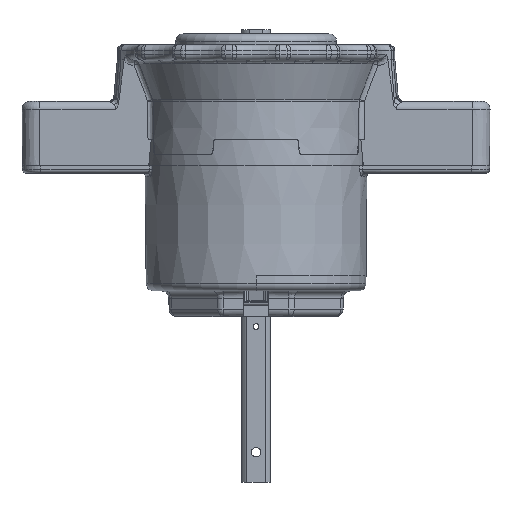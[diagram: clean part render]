
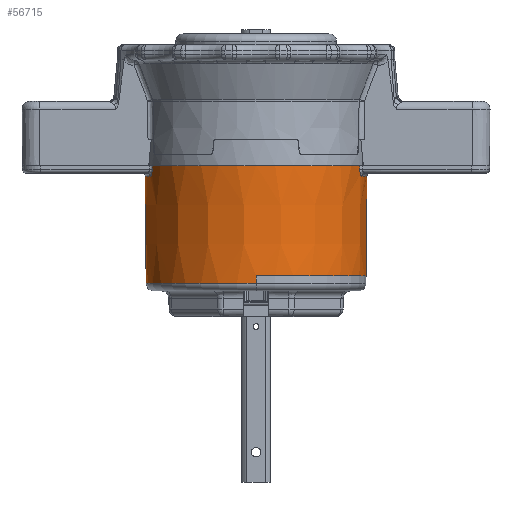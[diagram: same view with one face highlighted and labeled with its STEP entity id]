
A CAD part, left-side view. The second image highlights one B-rep face of the part: STEP entity #56715.
In plain terms, the highlighted conical face has half-angle 0.5 degrees and reference radius 37.165 mm.
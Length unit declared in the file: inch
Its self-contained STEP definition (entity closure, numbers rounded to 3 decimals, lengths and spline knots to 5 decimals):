
#34630=CARTESIAN_POINT('',(0.,0.,-1.46));
#34631=DIRECTION('',(0.,0.,1.));
#34632=DIRECTION('',(-0.354,0.935,0.));
#34633=AXIS2_PLACEMENT_3D('',#34630,#34631,#34632);
#34765=CARTESIAN_POINT('',(0.,0.,-1.32035));
#34766=DIRECTION('',(0.,0.,-1.));
#34767=DIRECTION('',(-0.295,0.956,0.));
#34768=AXIS2_PLACEMENT_3D('',#34765,#34766,#34767);
#34770=DIRECTION('',(0.,-0.009,1.));
#34771=VECTOR('',#34770,1.3204);
#34772=CARTESIAN_POINT('',(0.,1.46878,
-1.32035));
#34773=LINE('',#34772,#34771);
#34774=DIRECTION('',(0.009,0.,1.));
#34775=VECTOR('',#34774,0.10088);
#34776=CARTESIAN_POINT('',(-1.45726,0.,0.));
#34777=LINE('',#34776,#34775);
#34778=CARTESIAN_POINT('',(0.,0.,0.10087));
#34779=DIRECTION('',(0.,0.,1.));
#34780=DIRECTION('',(-1.,0.,0.));
#34781=AXIS2_PLACEMENT_3D('',#34778,#34779,#34780);
#34783=CARTESIAN_POINT('',(0.,0.,0.));
#34784=DIRECTION('',(0.,0.,-1.));
#34785=DIRECTION('',(1.,0.,0.));
#34786=AXIS2_PLACEMENT_3D('',#34783,#34784,#34785);
#34788=DIRECTION('',(0.,0.009,1.));
#34789=VECTOR('',#34788,1.3204);
#34790=CARTESIAN_POINT('',(0.,-1.46878,
-1.32035));
#34791=LINE('',#34790,#34789);
#34792=CARTESIAN_POINT('',(0.,0.,-1.32035));
#34793=DIRECTION('',(0.,0.,-1.));
#34794=DIRECTION('',(0.,-1.,0.));
#34795=AXIS2_PLACEMENT_3D('',#34792,#34793,#34794);
#34797=CARTESIAN_POINT('',(-0.43278,-1.40358,
-1.32035));
#34798=CARTESIAN_POINT('',(-0.44032,-1.40125,
-1.32035));
#34799=CARTESIAN_POINT('',(-0.45497,-1.39662,
-1.32225));
#34800=CARTESIAN_POINT('',(-0.47675,-1.38941,
-1.33127));
#34801=CARTESIAN_POINT('',(-0.49519,-1.38306,
-1.34573));
#34802=CARTESIAN_POINT('',(-0.50934,-1.37807,
-1.3645));
#34803=CARTESIAN_POINT('',(-0.51823,-1.37494,
-1.38635));
#34804=CARTESIAN_POINT('',(-0.52033,-1.37429,
-1.40163));
#34805=CARTESIAN_POINT('',(-0.52039,-1.37433,
-1.40956));
#34807=DIRECTION('',(-0.009,-0.006,-1.));
#34808=VECTOR('',#34807,0.05044);
#34809=CARTESIAN_POINT('',(-0.52039,-1.37433,
-1.40956));
#34810=LINE('',#34809,#34808);
#34811=DIRECTION('',(0.009,-0.006,1.));
#34812=VECTOR('',#34811,0.05044);
#34813=CARTESIAN_POINT('',(-0.52083,1.37464,-1.46));
#34814=LINE('',#34813,#34812);
#34815=CARTESIAN_POINT('',(-0.52039,1.37433,
-1.40956));
#34816=CARTESIAN_POINT('',(-0.52033,1.37429,
-1.40176));
#34817=CARTESIAN_POINT('',(-0.5183,1.37492,
-1.38667));
#34818=CARTESIAN_POINT('',(-0.50953,1.378,
-1.36486));
#34819=CARTESIAN_POINT('',(-0.49563,1.38291,
-1.3462));
#34820=CARTESIAN_POINT('',(-0.47739,1.38919,
-1.33169));
#34821=CARTESIAN_POINT('',(-0.45602,1.39628,
-1.32251));
#34822=CARTESIAN_POINT('',(-0.44075,1.40112,
-1.32035));
#34823=CARTESIAN_POINT('',(-0.43278,1.40358,
-1.32035));
#34858=DIRECTION('',(-0.009,0.,1.));
#34859=VECTOR('',#34858,0.10088);
#34860=CARTESIAN_POINT('',(1.45726,0.,0.));
#34861=LINE('',#34860,#34859);
#34867=CARTESIAN_POINT('',(0.,0.,0.));
#34868=DIRECTION('',(0.,0.,-1.));
#34869=DIRECTION('',(-1.,0.,0.));
#34870=AXIS2_PLACEMENT_3D('',#34867,#34868,#34869);
#37525=CARTESIAN_POINT('',(1.45726,0.,0.));
#37526=CARTESIAN_POINT('',(0.,-1.45726,0.));
#37527=VERTEX_POINT('',#37525);
#37528=VERTEX_POINT('',#37526);
#37529=CARTESIAN_POINT('',(-1.45726,0.,0.));
#37530=CARTESIAN_POINT('',(0.,1.45726,0.));
#37531=VERTEX_POINT('',#37529);
#37532=VERTEX_POINT('',#37530);
#38341=CARTESIAN_POINT('',(-1.45638,0.,0.10087));
#38342=CARTESIAN_POINT('',(1.45638,0.,0.10087));
#38343=VERTEX_POINT('',#38341);
#38344=VERTEX_POINT('',#38342);
#38477=CARTESIAN_POINT('',(0.,1.46878,-1.32035));
#38478=VERTEX_POINT('',#38477);
#38479=CARTESIAN_POINT('',(-0.43278,1.40358,
-1.32035));
#38480=VERTEX_POINT('',#38479);
#38481=VERTEX_POINT('',#34815);
#38485=CARTESIAN_POINT('',(-0.52083,1.37464,-1.46));
#38486=VERTEX_POINT('',#38485);
#38487=CARTESIAN_POINT('',(-0.52039,-1.37433,
-1.40956));
#38488=CARTESIAN_POINT('',(-0.52083,-1.37464,-1.46));
#38489=VERTEX_POINT('',#38487);
#38490=VERTEX_POINT('',#38488);
#38493=VERTEX_POINT('',#34797);
#38495=CARTESIAN_POINT('',(0.,-1.46878,-1.32035));
#38496=VERTEX_POINT('',#38495);
#56682=CARTESIAN_POINT('',(0.,0.,-0.67956));
#56683=DIRECTION('',(0.,0.,-1.));
#56684=DIRECTION('',(-1.,0.,0.));
#56685=AXIS2_PLACEMENT_3D('',#56682,#56683,#56684);
#56686=CONICAL_SURFACE('',#56685,1.46319,0.5);
#56688=ORIENTED_EDGE('',*,*,#56687,.T.);
#56690=ORIENTED_EDGE('',*,*,#56689,.T.);
#56692=ORIENTED_EDGE('',*,*,#56691,.F.);
#56694=ORIENTED_EDGE('',*,*,#56693,.T.);
#56696=ORIENTED_EDGE('',*,*,#56695,.T.);
#56698=ORIENTED_EDGE('',*,*,#56697,.F.);
#56700=ORIENTED_EDGE('',*,*,#56699,.T.);
#56702=ORIENTED_EDGE('',*,*,#56701,.F.);
#56704=ORIENTED_EDGE('',*,*,#56703,.T.);
#56706=ORIENTED_EDGE('',*,*,#56705,.T.);
#56707=ORIENTED_EDGE('',*,*,#56672,.T.);
#56708=ORIENTED_EDGE('',*,*,#56485,.F.);
#56710=ORIENTED_EDGE('',*,*,#56709,.T.);
#56712=ORIENTED_EDGE('',*,*,#56711,.T.);
#56713=EDGE_LOOP('',(#56688,#56690,#56692,#56694,#56696,#56698,#56700,#56702,
#56704,#56706,#56707,#56708,#56710,#56712));
#56714=FACE_OUTER_BOUND('',#56713,.F.);
#56715=ADVANCED_FACE('',(#56714),#56686,.T.);
#34634=CIRCLE('',#34633,1.47);
#34769=CIRCLE('',#34768,1.46878);
#34782=CIRCLE('',#34781,1.45638);
#34787=CIRCLE('',#34786,1.45726);
#34796=CIRCLE('',#34795,1.46878);
#34806=B_SPLINE_CURVE_WITH_KNOTS('',3,(#34797,#34798,#34799,#34800,#34801,
#34802,#34803,#34804,#34805),.UNSPECIFIED.,.F.,.F.,(4,1,1,1,1,1,4),(0.,
0.16667,0.33333,0.5,0.66667,0.83333,
1.),.UNSPECIFIED.);
#34824=B_SPLINE_CURVE_WITH_KNOTS('',3,(#34815,#34816,#34817,#34818,#34819,
#34820,#34821,#34822,#34823),.UNSPECIFIED.,.F.,.F.,(4,1,1,1,1,1,4),(0.,
0.16667,0.33333,0.5,0.66667,0.83333,
1.),.UNSPECIFIED.);
#34871=CIRCLE('',#34870,1.45726);
#56485=EDGE_CURVE('',#38486,#38490,#34634,.T.);
#56672=EDGE_CURVE('',#38489,#38490,#34810,.T.);
#56687=EDGE_CURVE('',#38480,#38478,#34769,.T.);
#56689=EDGE_CURVE('',#38478,#37532,#34773,.T.);
#56691=EDGE_CURVE('',#37531,#37532,#34871,.T.);
#56693=EDGE_CURVE('',#37531,#38343,#34777,.T.);
#56695=EDGE_CURVE('',#38343,#38344,#34782,.T.);
#56697=EDGE_CURVE('',#37527,#38344,#34861,.T.);
#56699=EDGE_CURVE('',#37527,#37528,#34787,.T.);
#56701=EDGE_CURVE('',#38496,#37528,#34791,.T.);
#56703=EDGE_CURVE('',#38496,#38493,#34796,.T.);
#56705=EDGE_CURVE('',#38493,#38489,#34806,.T.);
#56709=EDGE_CURVE('',#38486,#38481,#34814,.T.);
#56711=EDGE_CURVE('',#38481,#38480,#34824,.T.);
